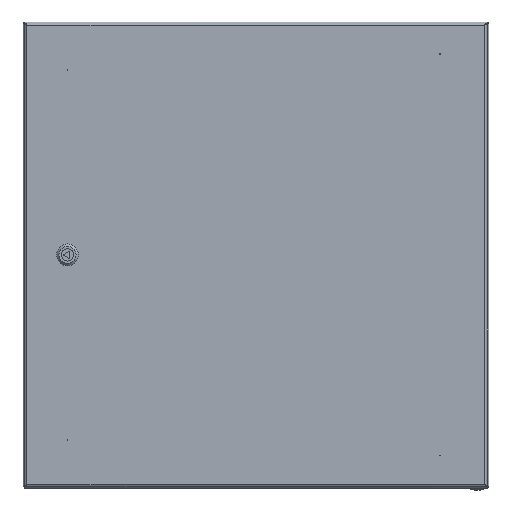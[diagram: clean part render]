
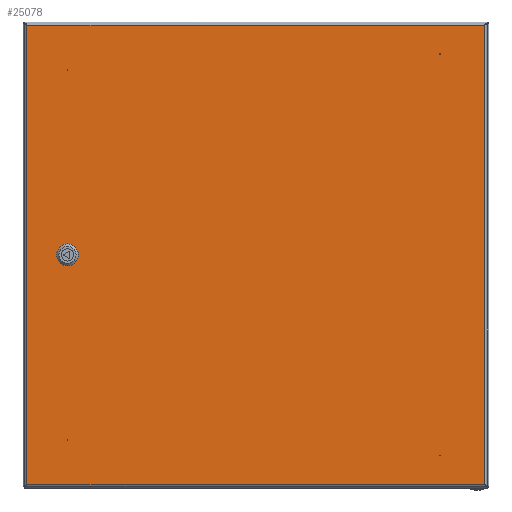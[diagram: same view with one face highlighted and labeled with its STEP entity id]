
A CAD part, top view. The second image highlights one B-rep face of the part: STEP entity #25078.
In plain terms, the highlighted face is planar.
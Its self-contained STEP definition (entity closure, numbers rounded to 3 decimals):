
#1004 = EDGE_CURVE ( 'NONE', #52580, #52580, #34854, .T. ) ;
#1061 = CARTESIAN_POINT ( 'NONE',  ( -238., 258.5, -1. ) ) ;
#1849 = DIRECTION ( 'NONE',  ( 0., 0., 1. ) ) ;
#1979 = DIRECTION ( 'NONE',  ( 1., 0., 0. ) ) ;
#2057 = VERTEX_POINT ( 'NONE', #30887 ) ;
#3404 = VERTEX_POINT ( 'NONE', #39191 ) ;
#3519 = LINE ( 'NONE', #12521, #39126 ) ;
#3522 = ORIENTED_EDGE ( 'NONE', *, *, #38012, .T. ) ;
#3575 = CARTESIAN_POINT ( 'NONE',  ( 243., 238.5, -1. ) ) ;
#3690 = DIRECTION ( 'NONE',  ( -1., 0., 0. ) ) ;
#4013 = EDGE_CURVE ( 'NONE', #19886, #20430, #30033, .T. ) ;
#4495 = VERTEX_POINT ( 'NONE', #15696 ) ;
#4586 = AXIS2_PLACEMENT_3D ( 'NONE', #30365, #1849, #25733 ) ;
#4623 = DIRECTION ( 'NONE',  ( 0., 0., 1. ) ) ;
#5247 = EDGE_LOOP ( 'NONE', ( #57817, #42703, #21510, #34241, #34429, #41723, #28769, #44571 ) ) ;
#5935 = CARTESIAN_POINT ( 'NONE',  ( 1492.5, -295.8, -1. ) ) ;
#6284 = CIRCLE ( 'NONE', #9249, 11.25 ) ;
#7130 = CARTESIAN_POINT ( 'NONE',  ( 294.8, -295.8, -1. ) ) ;
#7911 = FACE_BOUND ( 'NONE', #28471, .T. ) ;
#8519 = CARTESIAN_POINT ( 'NONE',  ( 242.5, 238.5, -1. ) ) ;
#8980 = VECTOR ( 'NONE', #3690, 1000. ) ;
#9115 = CIRCLE ( 'NONE', #35967, 0.5 ) ;
#9116 = EDGE_LOOP ( 'NONE', ( #16296, #39546, #12235, #35804 ) ) ;
#9249 = AXIS2_PLACEMENT_3D ( 'NONE', #55960, #13722, #23357 ) ;
#9575 = EDGE_LOOP ( 'NONE', ( #47045 ) ) ;
#11142 = CARTESIAN_POINT ( 'NONE',  ( 242.5, 0., -1. ) ) ;
#11442 = DIRECTION ( 'NONE',  ( 1., 0., 0. ) ) ;
#11486 = CIRCLE ( 'NONE', #4586, 0.5 ) ;
#12087 = ORIENTED_EDGE ( 'NONE', *, *, #48411, .T. ) ;
#12235 = ORIENTED_EDGE ( 'NONE', *, *, #41744, .T. ) ;
#12513 = DIRECTION ( 'NONE',  ( 0., 0., 1. ) ) ;
#12521 = CARTESIAN_POINT ( 'NONE',  ( 247.137, 10.25, -1. ) ) ;
#12946 = EDGE_CURVE ( 'NONE', #48570, #3404, #16179, .T. ) ;
#13188 = DIRECTION ( 'NONE',  ( 0., 0., 1. ) ) ;
#13722 = DIRECTION ( 'NONE',  ( 0., 0., 1. ) ) ;
#13910 = CARTESIAN_POINT ( 'NONE',  ( 247.137, -10.25, -1. ) ) ;
#14921 = VERTEX_POINT ( 'NONE', #46730 ) ;
#15095 = CARTESIAN_POINT ( 'NONE',  ( 252.75, -4.637, -1. ) ) ;
#15470 = DIRECTION ( 'NONE',  ( 0., 1., 0. ) ) ;
#15696 = CARTESIAN_POINT ( 'NONE',  ( 232.25, -4.637, -1. ) ) ;
#15704 = EDGE_CURVE ( 'NONE', #22598, #19886, #31794, .T. ) ;
#15939 = VECTOR ( 'NONE', #35566, 1000. ) ;
#16179 = LINE ( 'NONE', #5935, #47880 ) ;
#16296 = ORIENTED_EDGE ( 'NONE', *, *, #48715, .F. ) ;
#16927 = AXIS2_PLACEMENT_3D ( 'NONE', #21899, #17246, #27148 ) ;
#17246 = DIRECTION ( 'NONE',  ( 0., 0., 1. ) ) ;
#17963 = CARTESIAN_POINT ( 'NONE',  ( 237.863, 10.25, -1. ) ) ;
#18995 = CARTESIAN_POINT ( 'NONE',  ( 252.75, 4.637, -1. ) ) ;
#19653 = CARTESIAN_POINT ( 'NONE',  ( 247.137, -10.25, -1. ) ) ;
#19886 = VERTEX_POINT ( 'NONE', #15095 ) ;
#20279 = VECTOR ( 'NONE', #51276, 1000. ) ;
#20430 = VERTEX_POINT ( 'NONE', #18995 ) ;
#21510 = ORIENTED_EDGE ( 'NONE', *, *, #24547, .T. ) ;
#21899 = CARTESIAN_POINT ( 'NONE',  ( 0., 0., -1. ) ) ;
#22598 = VERTEX_POINT ( 'NONE', #19653 ) ;
#22937 = DIRECTION ( 'NONE',  ( 0., -1., 0. ) ) ;
#23357 = DIRECTION ( 'NONE',  ( 1., 0., 0. ) ) ;
#23819 = VECTOR ( 'NONE', #32199, 1000. ) ;
#23909 = AXIS2_PLACEMENT_3D ( 'NONE', #56769, #4623, #37467 ) ;
#24547 = EDGE_CURVE ( 'NONE', #4495, #46482, #27748, .T. ) ;
#25078 = ADVANCED_FACE ( 'NONE', ( #54817, #31187, #7911, #45439, #36745, #36137 ), #60375, .F. ) ;
#25733 = DIRECTION ( 'NONE',  ( 1., 0., 0. ) ) ;
#27148 = DIRECTION ( 'NONE',  ( 1., 0., 0. ) ) ;
#27748 = CIRCLE ( 'NONE', #29733, 11.25 ) ;
#28471 = EDGE_LOOP ( 'NONE', ( #58984 ) ) ;
#28769 = ORIENTED_EDGE ( 'NONE', *, *, #54277, .T. ) ;
#29003 = CARTESIAN_POINT ( 'NONE',  ( 237.863, -10.25, -1. ) ) ;
#29733 = AXIS2_PLACEMENT_3D ( 'NONE', #11142, #53971, #11442 ) ;
#30033 = LINE ( 'NONE', #48677, #47570 ) ;
#30365 = CARTESIAN_POINT ( 'NONE',  ( -237.5, -258.5, -1. ) ) ;
#30887 = CARTESIAN_POINT ( 'NONE',  ( -237., -258.5, -1. ) ) ;
#31187 = FACE_BOUND ( 'NONE', #9575, .T. ) ;
#31794 = CIRCLE ( 'NONE', #23909, 11.25 ) ;
#32199 = DIRECTION ( 'NONE',  ( 1., 0., 0. ) ) ;
#32766 = VERTEX_POINT ( 'NONE', #17963 ) ;
#33475 = AXIS2_PLACEMENT_3D ( 'NONE', #35211, #53906, #35836 ) ;
#34241 = ORIENTED_EDGE ( 'NONE', *, *, #56824, .T. ) ;
#34429 = ORIENTED_EDGE ( 'NONE', *, *, #15704, .T. ) ;
#34854 = CIRCLE ( 'NONE', #35814, 0.5 ) ;
#35211 = CARTESIAN_POINT ( 'NONE',  ( 242.5, -238.5, -1. ) ) ;
#35394 = DIRECTION ( 'NONE',  ( 0., 0., 1. ) ) ;
#35482 = VERTEX_POINT ( 'NONE', #44251 ) ;
#35566 = DIRECTION ( 'NONE',  ( 0., -1., 0. ) ) ;
#35804 = ORIENTED_EDGE ( 'NONE', *, *, #12946, .T. ) ;
#35814 = AXIS2_PLACEMENT_3D ( 'NONE', #58140, #35394, #58762 ) ;
#35836 = DIRECTION ( 'NONE',  ( -1., 0., 0. ) ) ;
#35967 = AXIS2_PLACEMENT_3D ( 'NONE', #8519, #13188, #50733 ) ;
#36137 = FACE_BOUND ( 'NONE', #5247, .T. ) ;
#36550 = LINE ( 'NONE', #51154, #8980 ) ;
#36745 = FACE_OUTER_BOUND ( 'NONE', #9116, .T. ) ;
#36870 = LINE ( 'NONE', #13910, #23819 ) ;
#37181 = VERTEX_POINT ( 'NONE', #58822 ) ;
#37301 = VERTEX_POINT ( 'NONE', #54427 ) ;
#37429 = AXIS2_PLACEMENT_3D ( 'NONE', #41044, #12513, #1979 ) ;
#37467 = DIRECTION ( 'NONE',  ( 1., 0., 0. ) ) ;
#38012 = EDGE_CURVE ( 'NONE', #47082, #47082, #41406, .T. ) ;
#38151 = LINE ( 'NONE', #38440, #20279 ) ;
#38440 = CARTESIAN_POINT ( 'NONE',  ( 232.25, 4.637, -1. ) ) ;
#39126 = VECTOR ( 'NONE', #46306, 1000. ) ;
#39191 = CARTESIAN_POINT ( 'NONE',  ( -294.8, -295.8, -1. ) ) ;
#39546 = ORIENTED_EDGE ( 'NONE', *, *, #57859, .F. ) ;
#41044 = CARTESIAN_POINT ( 'NONE',  ( 242.5, 0., -1. ) ) ;
#41406 = CIRCLE ( 'NONE', #33475, 0.5 ) ;
#41723 = ORIENTED_EDGE ( 'NONE', *, *, #4013, .T. ) ;
#41744 = EDGE_CURVE ( 'NONE', #37181, #48570, #59528, .T. ) ;
#42703 = ORIENTED_EDGE ( 'NONE', *, *, #45723, .T. ) ;
#43537 = EDGE_LOOP ( 'NONE', ( #12087 ) ) ;
#44251 = CARTESIAN_POINT ( 'NONE',  ( 232.25, 4.637, -1. ) ) ;
#44354 = CIRCLE ( 'NONE', #37429, 11.25 ) ;
#44571 = ORIENTED_EDGE ( 'NONE', *, *, #46727, .T. ) ;
#44754 = EDGE_CURVE ( 'NONE', #46080, #46080, #9115, .T. ) ;
#45066 = EDGE_CURVE ( 'NONE', #32766, #35482, #6284, .T. ) ;
#45439 = FACE_BOUND ( 'NONE', #43537, .T. ) ;
#45723 = EDGE_CURVE ( 'NONE', #35482, #4495, #38151, .T. ) ;
#46080 = VERTEX_POINT ( 'NONE', #3575 ) ;
#46186 = VECTOR ( 'NONE', #22937, 1000. ) ;
#46306 = DIRECTION ( 'NONE',  ( -1., 0., 0. ) ) ;
#46482 = VERTEX_POINT ( 'NONE', #29003 ) ;
#46727 = EDGE_CURVE ( 'NONE', #14921, #32766, #3519, .T. ) ;
#46730 = CARTESIAN_POINT ( 'NONE',  ( 247.137, 10.25, -1. ) ) ;
#47045 = ORIENTED_EDGE ( 'NONE', *, *, #44754, .T. ) ;
#47082 = VERTEX_POINT ( 'NONE', #60161 ) ;
#47570 = VECTOR ( 'NONE', #15470, 1000. ) ;
#47880 = VECTOR ( 'NONE', #49670, 1000. ) ;
#48411 = EDGE_CURVE ( 'NONE', #2057, #2057, #11486, .T. ) ;
#48570 = VERTEX_POINT ( 'NONE', #7130 ) ;
#48677 = CARTESIAN_POINT ( 'NONE',  ( 252.75, 4.637, -1. ) ) ;
#48715 = EDGE_CURVE ( 'NONE', #37301, #3404, #61105, .T. ) ;
#49568 = CARTESIAN_POINT ( 'NONE',  ( 294.8, 1791., -1. ) ) ;
#49670 = DIRECTION ( 'NONE',  ( -1., 0., 0. ) ) ;
#50733 = DIRECTION ( 'NONE',  ( 1., 0., 0. ) ) ;
#51154 = CARTESIAN_POINT ( 'NONE',  ( 1492.5, 295.8, -1. ) ) ;
#51276 = DIRECTION ( 'NONE',  ( 0., -1., 0. ) ) ;
#52377 = CARTESIAN_POINT ( 'NONE',  ( -294.8, 1791., -1. ) ) ;
#52580 = VERTEX_POINT ( 'NONE', #1061 ) ;
#53251 = EDGE_LOOP ( 'NONE', ( #3522 ) ) ;
#53906 = DIRECTION ( 'NONE',  ( 0., 0., 1. ) ) ;
#53971 = DIRECTION ( 'NONE',  ( 0., 0., 1. ) ) ;
#54277 = EDGE_CURVE ( 'NONE', #20430, #14921, #44354, .T. ) ;
#54427 = CARTESIAN_POINT ( 'NONE',  ( -294.8, 295.8, -1. ) ) ;
#54817 = FACE_BOUND ( 'NONE', #53251, .T. ) ;
#55960 = CARTESIAN_POINT ( 'NONE',  ( 242.5, 0., -1. ) ) ;
#56769 = CARTESIAN_POINT ( 'NONE',  ( 242.5, 0., -1. ) ) ;
#56824 = EDGE_CURVE ( 'NONE', #46482, #22598, #36870, .T. ) ;
#57817 = ORIENTED_EDGE ( 'NONE', *, *, #45066, .T. ) ;
#57859 = EDGE_CURVE ( 'NONE', #37181, #37301, #36550, .T. ) ;
#58140 = CARTESIAN_POINT ( 'NONE',  ( -237.5, 258.5, -1. ) ) ;
#58762 = DIRECTION ( 'NONE',  ( -1., 0., 0. ) ) ;
#58822 = CARTESIAN_POINT ( 'NONE',  ( 294.8, 295.8, -1. ) ) ;
#58984 = ORIENTED_EDGE ( 'NONE', *, *, #1004, .T. ) ;
#59528 = LINE ( 'NONE', #49568, #15939 ) ;
#60161 = CARTESIAN_POINT ( 'NONE',  ( 242., -238.5, -1. ) ) ;
#60375 = PLANE ( 'NONE',  #16927 ) ;
#61105 = LINE ( 'NONE', #52377, #46186 ) ;
